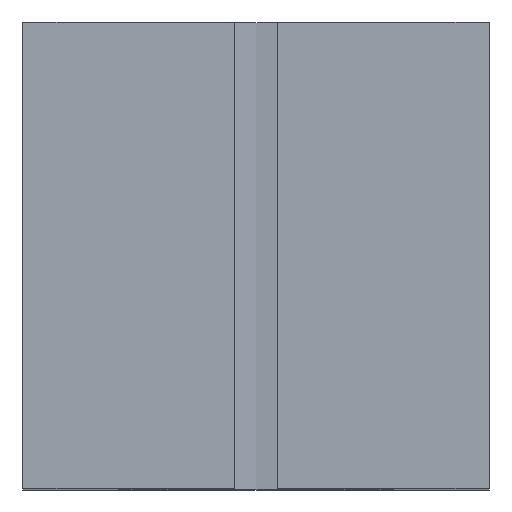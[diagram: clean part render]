
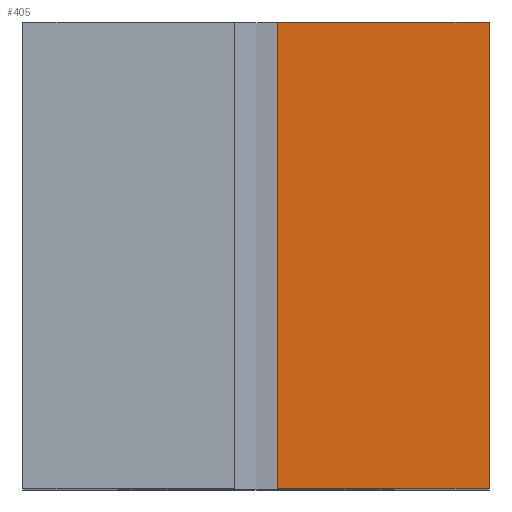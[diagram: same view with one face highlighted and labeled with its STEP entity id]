
A CAD part, top view. The second image highlights one B-rep face of the part: STEP entity #405.
In plain terms, the highlighted planar face has unit normal (0, 0, 1).
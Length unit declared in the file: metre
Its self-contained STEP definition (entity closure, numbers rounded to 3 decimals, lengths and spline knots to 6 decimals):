
#68=ORIENTED_EDGE('',*,*,#178,.T.);
#69=ORIENTED_EDGE('',*,*,#179,.T.);
#70=ORIENTED_EDGE('',*,*,#180,.F.);
#71=ORIENTED_EDGE('',*,*,#164,.F.);
#164=EDGE_CURVE('',#220,#221,#257,.T.);
#178=EDGE_CURVE('',#220,#232,#266,.T.);
#179=EDGE_CURVE('',#232,#233,#267,.T.);
#180=EDGE_CURVE('',#221,#233,#268,.T.);
#220=VERTEX_POINT('',#624);
#221=VERTEX_POINT('',#626);
#232=VERTEX_POINT('',#653);
#233=VERTEX_POINT('',#655);
#257=LINE('',#625,#293);
#266=LINE('',#652,#302);
#267=LINE('',#654,#303);
#268=LINE('',#656,#304);
#293=VECTOR('',#498,1.);
#302=VECTOR('',#521,1.);
#303=VECTOR('',#522,1.);
#304=VECTOR('',#523,1.);
#327=EDGE_LOOP('',(#68,#69,#70,#71));
#361=FACE_BOUND('',#327,.T.);
#393=PLANE('',#448);
#405=ADVANCED_FACE('',(#361),#393,.T.);
#448=AXIS2_PLACEMENT_3D('',#651,#519,#520);
#498=DIRECTION('',(0.,-1.,0.));
#519=DIRECTION('',(0.,0.,1.));
#520=DIRECTION('',(1.,0.,0.));
#521=DIRECTION('',(-1.,0.,0.));
#522=DIRECTION('',(0.,-1.,0.));
#523=DIRECTION('',(-1.,0.,0.));
#624=CARTESIAN_POINT('',(0.011,0.011,0.046));
#625=CARTESIAN_POINT('',(0.011,0.,0.046));
#626=CARTESIAN_POINT('',(0.011,-0.011,0.046));
#651=CARTESIAN_POINT('',(0.,0.,0.046));
#652=CARTESIAN_POINT('',(0.,0.011,0.046));
#653=CARTESIAN_POINT('',(0.001,0.011,0.046));
#654=CARTESIAN_POINT('',(0.001,0.011,0.046));
#655=CARTESIAN_POINT('',(0.001,-0.011,0.046));
#656=CARTESIAN_POINT('',(0.,-0.011,0.046));
